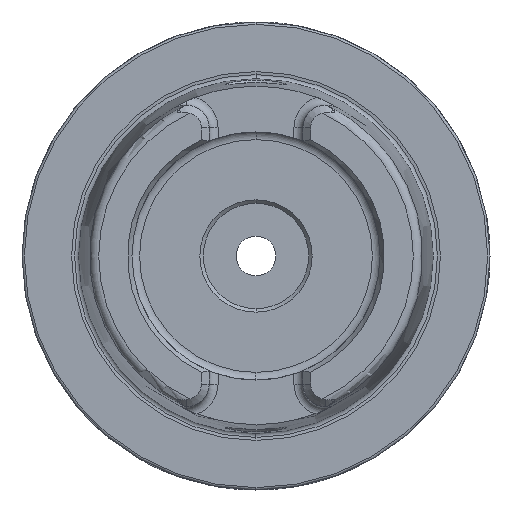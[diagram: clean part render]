
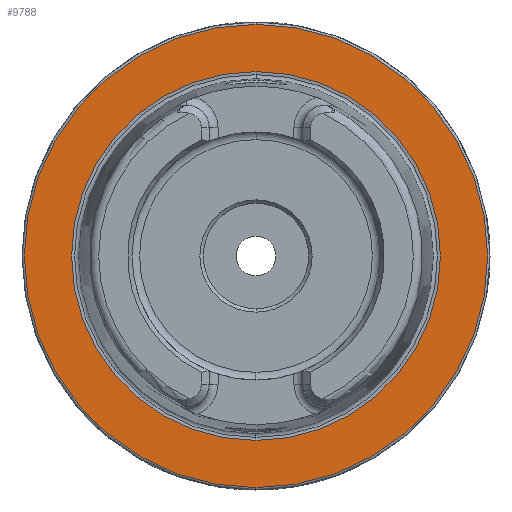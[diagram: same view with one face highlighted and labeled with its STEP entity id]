
A CAD part, left-side view. The second image highlights one B-rep face of the part: STEP entity #9788.
In plain terms, the highlighted planar face has unit normal (-1, 0, 0).
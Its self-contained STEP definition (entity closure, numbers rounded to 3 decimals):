
#368 = EDGE_LOOP ( 'NONE', ( #1966, #1967 ) ) ;
#369 = EDGE_LOOP ( 'NONE', ( #1964, #1965 ) ) ;
#1128 = EDGE_CURVE ( 'NONE', #1799, #1804, #4859, .T. ) ;
#1799 = VERTEX_POINT ( 'NONE', #6767 ) ;
#1804 = VERTEX_POINT ( 'NONE', #6772 ) ;
#1806 = VERTEX_POINT ( 'NONE', #6774 ) ;
#1807 = VERTEX_POINT ( 'NONE', #6775 ) ;
#1964 = ORIENTED_EDGE ( 'NONE', *, *, #4193, .F. ) ;
#1965 = ORIENTED_EDGE ( 'NONE', *, *, #1128, .F. ) ;
#1966 = ORIENTED_EDGE ( 'NONE', *, *, #3154, .T. ) ;
#1967 = ORIENTED_EDGE ( 'NONE', *, *, #4192, .T. ) ;
#3154 = EDGE_CURVE ( 'NONE', #1806, #1807, #6425, .T. ) ;
#3802 = CARTESIAN_POINT ( 'NONE',  ( 0., 49.5, 0. ) ) ;
#3805 = PLANE ( 'NONE',  #9160 ) ;
#3807 = DIRECTION ( 'NONE',  ( 1., 0., 0. ) ) ;
#3808 = DIRECTION ( 'NONE',  ( 0., 0., -1. ) ) ;
#4192 = EDGE_CURVE ( 'NONE', #1807, #1806, #6612, .T. ) ;
#4193 = EDGE_CURVE ( 'NONE', #1804, #1799, #6613, .T. ) ;
#4859 = CIRCLE ( 'NONE', #5027, 39.405 ) ;
#5027 = AXIS2_PLACEMENT_3D ( 'NONE', #6412, #6413, #6414 ) ;
#5052 = AXIS2_PLACEMENT_3D ( 'NONE', #6822, #6823, #6824 ) ;
#6412 = CARTESIAN_POINT ( 'NONE',  ( 0., 0., 0. ) ) ;
#6413 = DIRECTION ( 'NONE',  ( -1., 0., 0. ) ) ;
#6414 = DIRECTION ( 'NONE',  ( 0., 0., 1. ) ) ;
#6425 = CIRCLE ( 'NONE', #5052, 49.5 ) ;
#6612 = CIRCLE ( 'NONE', #7321, 49.5 ) ;
#6613 = CIRCLE ( 'NONE', #7322, 39.405 ) ;
#6767 = CARTESIAN_POINT ( 'NONE',  ( 0., 0., -39.405 ) ) ;
#6772 = CARTESIAN_POINT ( 'NONE',  ( 0., 0., 39.405 ) ) ;
#6774 = CARTESIAN_POINT ( 'NONE',  ( 0., 0., 49.5 ) ) ;
#6775 = CARTESIAN_POINT ( 'NONE',  ( 0., 0., -49.5 ) ) ;
#6822 = CARTESIAN_POINT ( 'NONE',  ( 0., 0., 0. ) ) ;
#6823 = DIRECTION ( 'NONE',  ( -1., 0., 0. ) ) ;
#6824 = DIRECTION ( 'NONE',  ( 0., 0., 1. ) ) ;
#7321 = AXIS2_PLACEMENT_3D ( 'NONE', #8154, #8155, #8156 ) ;
#7322 = AXIS2_PLACEMENT_3D ( 'NONE', #8157, #8158, #8159 ) ;
#8154 = CARTESIAN_POINT ( 'NONE',  ( 0., 0., 0. ) ) ;
#8155 = DIRECTION ( 'NONE',  ( -1., 0., 0. ) ) ;
#8156 = DIRECTION ( 'NONE',  ( 0., 0., 1. ) ) ;
#8157 = CARTESIAN_POINT ( 'NONE',  ( 0., 0., 0. ) ) ;
#8158 = DIRECTION ( 'NONE',  ( -1., 0., 0. ) ) ;
#8159 = DIRECTION ( 'NONE',  ( 0., 0., 1. ) ) ;
#8968 = FACE_OUTER_BOUND ( 'NONE', #368, .T. ) ;
#8984 = FACE_BOUND ( 'NONE', #369, .T. ) ;
#9160 = AXIS2_PLACEMENT_3D ( 'NONE', #3802, #3807, #3808 ) ;
#9788 = ADVANCED_FACE ( 'NONE', ( #8984, #8968 ), #3805, .F. ) ;
